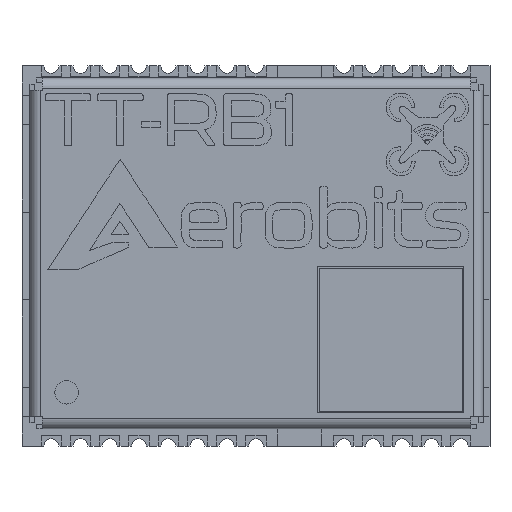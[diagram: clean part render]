
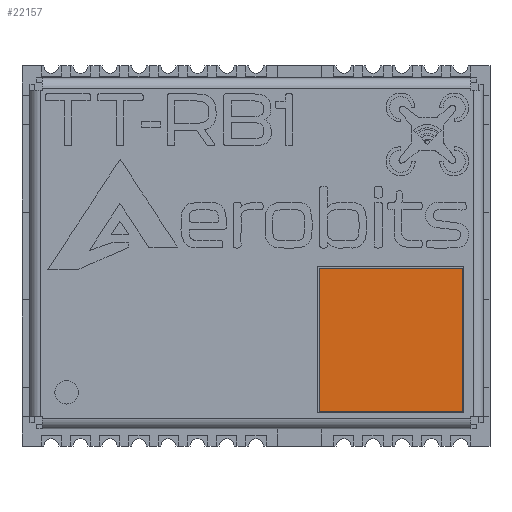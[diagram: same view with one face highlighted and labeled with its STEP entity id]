
A CAD part, top view. The second image highlights one B-rep face of the part: STEP entity #22157.
In plain terms, the highlighted face is planar.
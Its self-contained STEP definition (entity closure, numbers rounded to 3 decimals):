
#2098=FACE_OUTER_BOUND('',#3250,.T.);
#3250=EDGE_LOOP('',(#19782,#19783,#19784,#19785));
#4760=LINE('',#33350,#7365);
#4764=LINE('',#33358,#7369);
#4767=LINE('',#33364,#7372);
#4770=LINE('',#33369,#7375);
#7365=VECTOR('',#26974,10.);
#7369=VECTOR('',#26980,10.);
#7372=VECTOR('',#26985,10.);
#7375=VECTOR('',#26990,10.);
#9648=VERTEX_POINT('',#33348);
#9649=VERTEX_POINT('',#33349);
#9652=VERTEX_POINT('',#33357);
#9654=VERTEX_POINT('',#33363);
#12322=EDGE_CURVE('',#9648,#9649,#4760,.T.);
#12326=EDGE_CURVE('',#9652,#9648,#4764,.T.);
#12329=EDGE_CURVE('',#9654,#9652,#4767,.T.);
#12332=EDGE_CURVE('',#9649,#9654,#4770,.T.);
#19782=ORIENTED_EDGE('',*,*,#12322,.T.);
#19783=ORIENTED_EDGE('',*,*,#12332,.T.);
#19784=ORIENTED_EDGE('',*,*,#12329,.T.);
#19785=ORIENTED_EDGE('',*,*,#12326,.T.);
#21048=PLANE('',#23892);
#22157=ADVANCED_FACE('',(#2098),#21048,.T.);
#23892=AXIS2_PLACEMENT_3D('',#36061,#29620,#29621);
#26974=DIRECTION('',(0.,1.,0.));
#26980=DIRECTION('',(-1.,0.,0.));
#26985=DIRECTION('',(0.,-1.,0.));
#26990=DIRECTION('',(1.,0.,0.));
#29620=DIRECTION('center_axis',(0.,0.,-1.));
#29621=DIRECTION('ref_axis',(-1.,0.,0.));
#33348=CARTESIAN_POINT('',(23.305,-4.584,-0.35));
#33349=CARTESIAN_POINT('',(23.305,0.316,-0.35));
#33350=CARTESIAN_POINT('',(23.305,-7.836,-0.35));
#33357=CARTESIAN_POINT('',(28.205,-4.584,-0.35));
#33358=CARTESIAN_POINT('',(20.811,-4.584,-0.35));
#33363=CARTESIAN_POINT('',(28.205,0.316,-0.35));
#33364=CARTESIAN_POINT('',(28.205,-5.386,-0.35));
#33369=CARTESIAN_POINT('',(18.361,0.316,-0.35));
#36061=CARTESIAN_POINT('Origin',(13.417,-11.088,-0.35));
